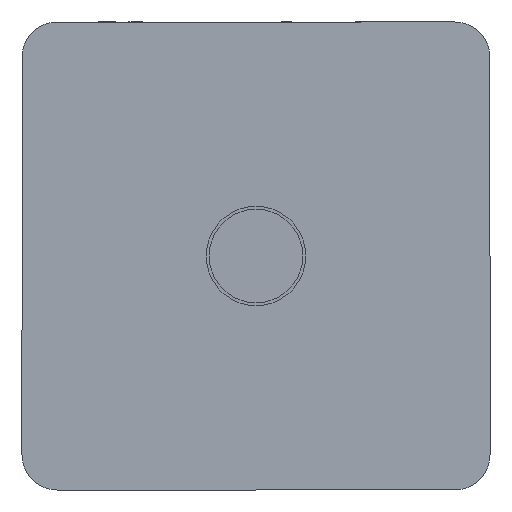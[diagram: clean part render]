
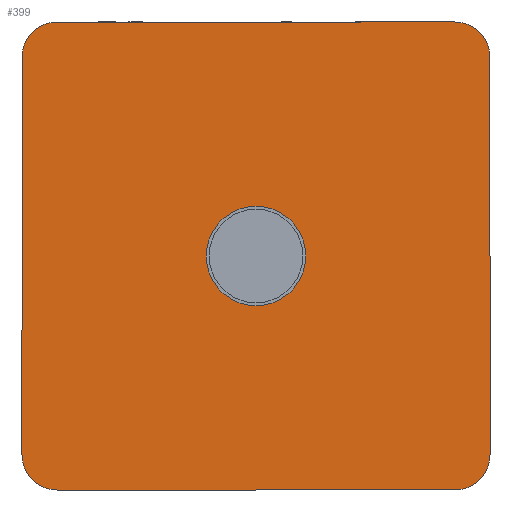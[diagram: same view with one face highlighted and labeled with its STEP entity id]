
A CAD part, front view. The second image highlights one B-rep face of the part: STEP entity #399.
In plain terms, the highlighted planar face has unit normal (0, -1, 0).
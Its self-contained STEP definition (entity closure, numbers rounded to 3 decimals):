
#74 = DIRECTION ( 'NONE',  ( 1., 0., 0. ) ) ;
#102 = CARTESIAN_POINT ( 'NONE',  ( -20., 0., 17. ) ) ;
#155 = ORIENTED_EDGE ( 'NONE', *, *, #427, .F. ) ;
#182 = CARTESIAN_POINT ( 'NONE',  ( -20., 0., 0. ) ) ;
#225 = VERTEX_POINT ( 'NONE', #466 ) ;
#227 = VECTOR ( 'NONE', #761, 1000. ) ;
#239 = DIRECTION ( 'NONE',  ( -1., 0., 0. ) ) ;
#242 = EDGE_CURVE ( 'NONE', #1375, #1121, #2597, .T. ) ;
#305 = EDGE_CURVE ( 'NONE', #1448, #348, #1094, .T. ) ;
#325 = DIRECTION ( 'NONE',  ( 0., -1., 0. ) ) ;
#337 = VECTOR ( 'NONE', #2016, 1000. ) ;
#348 = VERTEX_POINT ( 'NONE', #2451 ) ;
#383 = VERTEX_POINT ( 'NONE', #102 ) ;
#399 = ADVANCED_FACE ( 'NONE', ( #1229, #1752 ), #1756, .F. ) ;
#427 = EDGE_CURVE ( 'NONE', #348, #1600, #777, .T. ) ;
#434 = DIRECTION ( 'NONE',  ( 0., 0., -1. ) ) ;
#446 = AXIS2_PLACEMENT_3D ( 'NONE', #1748, #1927, #74 ) ;
#466 = CARTESIAN_POINT ( 'NONE',  ( -17., 0., -20. ) ) ;
#520 = CARTESIAN_POINT ( 'NONE',  ( 0., 0., 0. ) ) ;
#541 = CARTESIAN_POINT ( 'NONE',  ( 0., 0., -4.25 ) ) ;
#653 = DIRECTION ( 'NONE',  ( 0., 1., 0. ) ) ;
#709 = DIRECTION ( 'NONE',  ( 1., 0., 0. ) ) ;
#715 = LINE ( 'NONE', #2245, #227 ) ;
#729 = EDGE_CURVE ( 'NONE', #1121, #225, #2181, .T. ) ;
#761 = DIRECTION ( 'NONE',  ( 0., 0., -1. ) ) ;
#777 = CIRCLE ( 'NONE', #446, 3. ) ;
#862 = CARTESIAN_POINT ( 'NONE',  ( 0., 0., 0. ) ) ;
#875 = DIRECTION ( 'NONE',  ( 0., 0., 1. ) ) ;
#895 = ORIENTED_EDGE ( 'NONE', *, *, #2076, .F. ) ;
#905 = CIRCLE ( 'NONE', #2069, 4.25 ) ;
#933 = EDGE_CURVE ( 'NONE', #225, #1674, #2040, .T. ) ;
#991 = DIRECTION ( 'NONE',  ( 0., 0., 1. ) ) ;
#998 = ORIENTED_EDGE ( 'NONE', *, *, #1371, .F. ) ;
#1052 = EDGE_CURVE ( 'NONE', #1600, #1375, #715, .T. ) ;
#1094 = LINE ( 'NONE', #1168, #337 ) ;
#1121 = VERTEX_POINT ( 'NONE', #1699 ) ;
#1168 = CARTESIAN_POINT ( 'NONE',  ( 0., 0., 20. ) ) ;
#1172 = AXIS2_PLACEMENT_3D ( 'NONE', #2173, #653, #709 ) ;
#1229 = FACE_BOUND ( 'NONE', #2030, .T. ) ;
#1267 = CARTESIAN_POINT ( 'NONE',  ( 0., 0., -20. ) ) ;
#1371 = EDGE_CURVE ( 'NONE', #383, #1448, #2401, .T. ) ;
#1375 = VERTEX_POINT ( 'NONE', #1390 ) ;
#1390 = CARTESIAN_POINT ( 'NONE',  ( 20., 0., -17. ) ) ;
#1395 = CARTESIAN_POINT ( 'NONE',  ( -17., 0., 20. ) ) ;
#1416 = EDGE_CURVE ( 'NONE', #1923, #1438, #1609, .T. ) ;
#1423 = AXIS2_PLACEMENT_3D ( 'NONE', #2484, #2685, #2707 ) ;
#1438 = VERTEX_POINT ( 'NONE', #2216 ) ;
#1448 = VERTEX_POINT ( 'NONE', #1395 ) ;
#1477 = LINE ( 'NONE', #182, #2753 ) ;
#1491 = ORIENTED_EDGE ( 'NONE', *, *, #242, .F. ) ;
#1501 = EDGE_LOOP ( 'NONE', ( #895, #2692, #2423, #1491, #2648, #155, #2576, #998 ) ) ;
#1600 = VERTEX_POINT ( 'NONE', #2617 ) ;
#1609 = CIRCLE ( 'NONE', #2526, 4.25 ) ;
#1643 = DIRECTION ( 'NONE',  ( 0., 0., -1. ) ) ;
#1674 = VERTEX_POINT ( 'NONE', #2210 ) ;
#1699 = CARTESIAN_POINT ( 'NONE',  ( 17., 0., -20. ) ) ;
#1702 = CARTESIAN_POINT ( 'NONE',  ( 0., 0., 0. ) ) ;
#1748 = CARTESIAN_POINT ( 'NONE',  ( 17., 0., 17. ) ) ;
#1752 = FACE_OUTER_BOUND ( 'NONE', #1501, .T. ) ;
#1756 = PLANE ( 'NONE',  #2751 ) ;
#1921 = DIRECTION ( 'NONE',  ( 0., -1., 0. ) ) ;
#1923 = VERTEX_POINT ( 'NONE', #541 ) ;
#1927 = DIRECTION ( 'NONE',  ( 0., 1., 0. ) ) ;
#2016 = DIRECTION ( 'NONE',  ( 1., 0., 0. ) ) ;
#2030 = EDGE_LOOP ( 'NONE', ( #2752, #2314 ) ) ;
#2034 = CARTESIAN_POINT ( 'NONE',  ( -17., 0., 17. ) ) ;
#2040 = CIRCLE ( 'NONE', #1423, 3. ) ;
#2069 = AXIS2_PLACEMENT_3D ( 'NONE', #1702, #1921, #434 ) ;
#2076 = EDGE_CURVE ( 'NONE', #1674, #383, #1477, .T. ) ;
#2123 = AXIS2_PLACEMENT_3D ( 'NONE', #2034, #2728, #1643 ) ;
#2173 = CARTESIAN_POINT ( 'NONE',  ( 17., 0., -17. ) ) ;
#2181 = LINE ( 'NONE', #1267, #2249 ) ;
#2210 = CARTESIAN_POINT ( 'NONE',  ( -20., 0., -17. ) ) ;
#2216 = CARTESIAN_POINT ( 'NONE',  ( 0., 0., 4.25 ) ) ;
#2245 = CARTESIAN_POINT ( 'NONE',  ( 20., 0., 0. ) ) ;
#2249 = VECTOR ( 'NONE', #239, 1000. ) ;
#2314 = ORIENTED_EDGE ( 'NONE', *, *, #2422, .F. ) ;
#2401 = CIRCLE ( 'NONE', #2123, 3. ) ;
#2422 = EDGE_CURVE ( 'NONE', #1438, #1923, #905, .T. ) ;
#2423 = ORIENTED_EDGE ( 'NONE', *, *, #729, .F. ) ;
#2437 = DIRECTION ( 'NONE',  ( 0., 0., -1. ) ) ;
#2451 = CARTESIAN_POINT ( 'NONE',  ( 17., 0., 20. ) ) ;
#2484 = CARTESIAN_POINT ( 'NONE',  ( -17., 0., -17. ) ) ;
#2526 = AXIS2_PLACEMENT_3D ( 'NONE', #520, #325, #2437 ) ;
#2557 = DIRECTION ( 'NONE',  ( 0., 1., 0. ) ) ;
#2576 = ORIENTED_EDGE ( 'NONE', *, *, #305, .F. ) ;
#2597 = CIRCLE ( 'NONE', #1172, 3. ) ;
#2617 = CARTESIAN_POINT ( 'NONE',  ( 20., 0., 17. ) ) ;
#2648 = ORIENTED_EDGE ( 'NONE', *, *, #1052, .F. ) ;
#2685 = DIRECTION ( 'NONE',  ( 0., 1., 0. ) ) ;
#2692 = ORIENTED_EDGE ( 'NONE', *, *, #933, .F. ) ;
#2707 = DIRECTION ( 'NONE',  ( 0., 0., -1. ) ) ;
#2728 = DIRECTION ( 'NONE',  ( 0., 1., 0. ) ) ;
#2751 = AXIS2_PLACEMENT_3D ( 'NONE', #862, #2557, #875 ) ;
#2752 = ORIENTED_EDGE ( 'NONE', *, *, #1416, .F. ) ;
#2753 = VECTOR ( 'NONE', #991, 1000. ) ;
